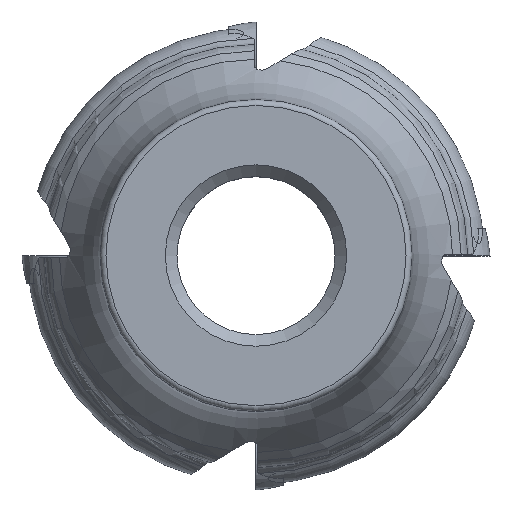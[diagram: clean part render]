
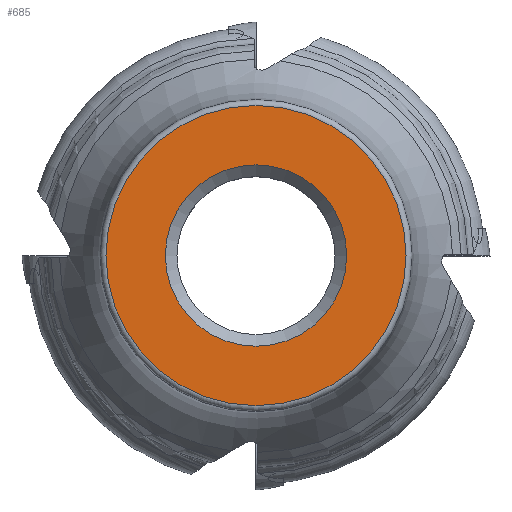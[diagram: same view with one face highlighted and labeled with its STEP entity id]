
A CAD part, top view. The second image highlights one B-rep face of the part: STEP entity #685.
In plain terms, the highlighted conical face has half-angle 89.978 degrees and reference radius 25.65 mm.
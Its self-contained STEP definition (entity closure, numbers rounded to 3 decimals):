
#371=CONICAL_SURFACE('',#4885,25.65,89.978);
#685=ADVANCED_FACE('',(#1038,#1039),#371,.F.);
#1038=FACE_BOUND('',#1192,.T.);
#1039=FACE_BOUND('',#1193,.T.);
#1192=EDGE_LOOP('',(#2253));
#1193=EDGE_LOOP('',(#2254));
#1518=CIRCLE('',#4882,25.65);
#1519=CIRCLE('',#4884,15.501);
#2253=ORIENTED_EDGE('',*,*,#3939,.T.);
#2254=ORIENTED_EDGE('',*,*,#3938,.F.);
#3453=VERTEX_POINT('',#7564);
#3454=VERTEX_POINT('',#7567);
#3938=EDGE_CURVE('',#3453,#3453,#1518,.T.);
#3939=EDGE_CURVE('',#3454,#3454,#1519,.T.);
#4882=AXIS2_PLACEMENT_3D('',#7563,#5540,#5541);
#4884=AXIS2_PLACEMENT_3D('',#7566,#5544,#5545);
#4885=AXIS2_PLACEMENT_3D('',#7568,#5546,#5547);
#5540=DIRECTION('',(0.,0.,-1.));
#5541=DIRECTION('',(-1.,0.,0.));
#5544=DIRECTION('',(0.,0.,-1.));
#5545=DIRECTION('',(-1.,0.,0.));
#5546=DIRECTION('',(0.,0.,1.));
#5547=DIRECTION('',(1.,0.,0.));
#7563=CARTESIAN_POINT('',(0.,0.,0.01));
#7564=CARTESIAN_POINT('',(-25.65,0.,0.01));
#7566=CARTESIAN_POINT('',(0.,0.,0.006));
#7567=CARTESIAN_POINT('',(-15.501,0.,0.006));
#7568=CARTESIAN_POINT('',(0.,0.,0.01));
